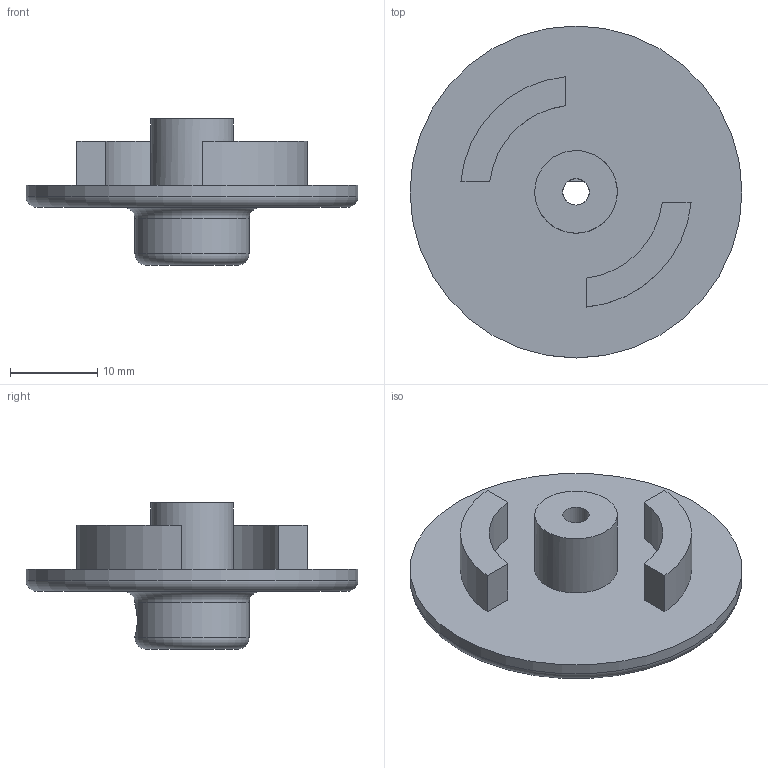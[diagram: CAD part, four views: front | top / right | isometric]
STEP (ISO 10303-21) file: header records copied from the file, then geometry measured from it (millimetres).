
FILE_DESCRIPTION(/* description */ (''),/* implementation_level */ '2;1');
FILE_NAME(/* name */ 'Kornylak Wheel Hub - Motor Side.ipt.stp',/* time_stamp */ '2014-02-16T10:43:52-05:00',/* author */ ('Spooner'),/* organization */ (''),/* preprocessor_version */ 'ST-DEVELOPER v15.2',/* originating_system */ 'Autodesk Inventor 2014',/* authorisation */ '');
FILE_SCHEMA (('AUTOMOTIVE_DESIGN { 1 0 10303 214 3 1 1 }'));
Length unit declared in the file: inch
Products named in the file (1): Kornylak Wheel Hub - Motor Side
Bounding box: 38.1 x 38.1 x 16.76 mm (x, y, z)
Volume: 4531.5 mm3; surface area: 3631.3 mm2
Topology: 1 solids, 1 shells, 33 faces, 80 edges, 52 vertices
Faces by surface type: plane 19, cylinder 11, torus 3
Full cylindrical faces by diameter (mm): 3.035 x2, 3.683 x1, 9.474 x1, 13.106 x1, 38.1 x1
Entity records: 994 total; most frequent: CARTESIAN_POINT 221, DIRECTION 159, ORIENTED_EDGE 136, EDGE_CURVE 68, AXIS2_PLACEMENT_3D 61, EDGE_LOOP 51, VERTEX_POINT 49, LINE 37
